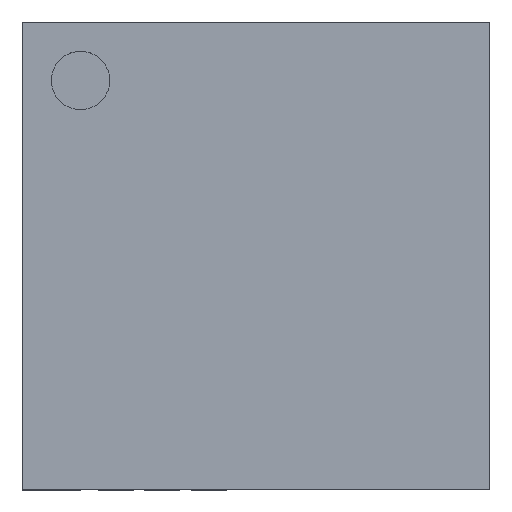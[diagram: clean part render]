
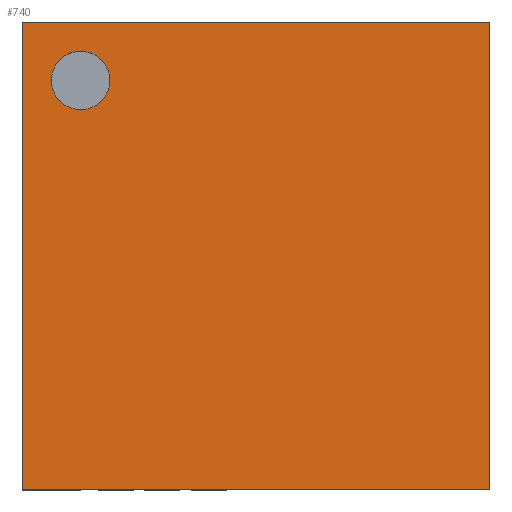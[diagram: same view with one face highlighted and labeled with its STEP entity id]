
A CAD part, top view. The second image highlights one B-rep face of the part: STEP entity #740.
In plain terms, the highlighted planar face has unit normal (0, 0, 1).
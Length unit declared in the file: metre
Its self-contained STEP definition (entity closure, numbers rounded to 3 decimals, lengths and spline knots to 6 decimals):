
#740 = ADVANCED_FACE( 'NONE', ( #1464, #1465 ), #1466, .T. );
#1464 = FACE_OUTER_BOUND( '', #2233, .T. );
#1465 = FACE_BOUND( '', #2234, .T. );
#1466 = PLANE( '', #2235 );
#2233 = EDGE_LOOP( '', ( #3720, #3721, #3722, #3723 ) );
#2234 = EDGE_LOOP( '', ( #3724 ) );
#2235 = AXIS2_PLACEMENT_3D( '', #3725, #3726, #3727 );
#3720 = ORIENTED_EDGE( '', *, *, #4448, .F. );
#3721 = ORIENTED_EDGE( '', *, *, #4372, .F. );
#3722 = ORIENTED_EDGE( '', *, *, #4462, .F. );
#3723 = ORIENTED_EDGE( '', *, *, #4274, .F. );
#3724 = ORIENTED_EDGE( '', *, *, #3912, .T. );
#3725 = CARTESIAN_POINT( '', ( 0., 0., 0.0021 ) );
#3726 = DIRECTION( '', ( 0., 0., 1. ) );
#3727 = DIRECTION( '', ( 1., 0., 0. ) );
#3912 = EDGE_CURVE( 'NONE', #4522, #4522, #4523, .T. );
#4274 = EDGE_CURVE( 'NONE', #5096, #5094, #5098, .T. );
#4372 = EDGE_CURVE( 'NONE', #5219, #5221, #5222, .T. );
#4448 = EDGE_CURVE( 'NONE', #5221, #5096, #5310, .T. );
#4462 = EDGE_CURVE( 'NONE', #5094, #5219, #5324, .T. );
#4522 = VERTEX_POINT( '', #5398 );
#4523 = CIRCLE( '', #5399, 0.0005 );
#5094 = VERTEX_POINT( 'NONE', #6239 );
#5096 = VERTEX_POINT( 'NONE', #6242 );
#5098 = LINE( '', #6245, #6246 );
#5219 = VERTEX_POINT( 'NONE', #6426 );
#5221 = VERTEX_POINT( 'NONE', #6429 );
#5222 = LINE( '', #6430, #6431 );
#5310 = LINE( '', #6554, #6555 );
#5324 = LINE( '', #6573, #6574 );
#5398 = CARTESIAN_POINT( '', ( -0.0065, 0.006, 0.0021 ) );
#5399 = AXIS2_PLACEMENT_3D( '', #6630, #6631, #6632 );
#6239 = CARTESIAN_POINT( '', ( -0.008, 0.007, 0.0021 ) );
#6242 = CARTESIAN_POINT( '', ( -0.008, -0.001, 0.0021 ) );
#6245 = CARTESIAN_POINT( '', ( -0.008, 0.003, 0.0021 ) );
#6246 = VECTOR( '', #6907, 1. );
#6426 = CARTESIAN_POINT( '', ( 0., 0.007, 0.0021 ) );
#6429 = CARTESIAN_POINT( '', ( 0., -0.001, 0.0021 ) );
#6430 = CARTESIAN_POINT( '', ( 0., 0.003, 0.0021 ) );
#6431 = VECTOR( '', #6968, 1. );
#6554 = CARTESIAN_POINT( '', ( -0.004, -0.001, 0.0021 ) );
#6555 = VECTOR( '', #7004, 1. );
#6573 = CARTESIAN_POINT( '', ( -0.004, 0.007, 0.0021 ) );
#6574 = VECTOR( '', #7009, 1. );
#6630 = CARTESIAN_POINT( '', ( -0.007, 0.006, 0.0021 ) );
#6631 = DIRECTION( '', ( 0., 0., -1. ) );
#6632 = DIRECTION( '', ( 1., 0., 0. ) );
#6907 = DIRECTION( '', ( 0., 1., 0. ) );
#6968 = DIRECTION( '', ( 0., -1., 0. ) );
#7004 = DIRECTION( '', ( -1., 0., 0. ) );
#7009 = DIRECTION( '', ( 1., 0., 0. ) );
